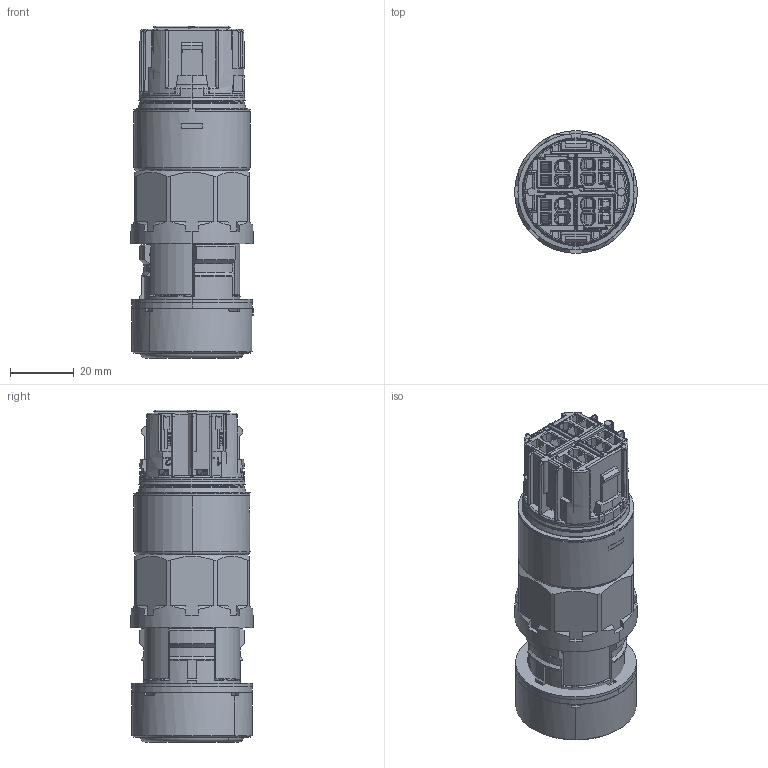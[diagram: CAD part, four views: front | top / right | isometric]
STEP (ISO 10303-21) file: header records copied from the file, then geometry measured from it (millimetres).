
FILE_DESCRIPTION (( 'STEP AP203' ), '1' );
FILE_NAME ('8003-1_1-001-KZK.STEP', '2015-09-03T12:44:15', ( '' ), ( '' ), 'SwSTEP 2.0', 'SolidWorks 2015', '' );
FILE_SCHEMA (( 'CONFIG_CONTROL_DESIGN' ));
Length unit declared in the file: millimetre
Products named in the file (23): 505_711_0; 80_139_01_66_0_ohne Dichtung; 80_139_02_57_0; 80_139_01_94_0_gesteckt; 8003-1_1-001-KZK; 86_020_07_03_0_3d export; 520_582_0; 80_139_02_51_0; 86_029_01_51_0_3d export; 86_029_07_95_0; 80_139_01_54_0_lang; 86_029_14_80_0_Schwarz; 86_029_01_94_0; 80_039_02_51_0; 86_029_11_95_0; Zugfeder_Wago_22091999mon.prt; 80_139_01_66_0_Dichtung_angepasst; 80_139_01_66_0; 86_029_23_55_0_Drucktaster; Klemmenblock; 80_130_01_62_0; 86_029_01_15_0_86 029 22 15 0
Assembly tree (26 placements, depth 4):
  8003-1_1-001-KZK
    80_039_02_51_0
      80_039_02_51_0
    80_139_01_66_0
      80_139_01_66_0_ohne Dichtung
      80_139_01_66_0_Dichtung_angepasst
    80_139_02_51_0
    80_130_01_62_0  x4
      80_139_01_54_0_lang
      Klemmenblock
        80_139_02_57_0
        Zugfeder_Wago_22091999mon.prt  x2
        80_139_01_94_0_gesteckt
    520_582_0
    86_020_07_03_0_3d export
      86_029_01_15_0_86 029 22 15 0
      86_029_14_80_0_Schwarz
      86_029_01_51_0_3d export
      86_029_11_95_0
      86_029_01_94_0
      505_711_0
      86_029_23_55_0_Drucktaster
      86_029_07_95_0
Bounding box: 38.5 x 38.5 x 104.4 mm (x, y, z)
Volume: 51890.4 mm3; surface area: 75044.1 mm2
Topology: 33 solids, 33 shells, 4613 faces, 12643 edges, 8118 vertices
Faces by surface type: plane 2404, cylinder 1153, bspline 515, cone 258, torus 250, sphere 33
Entity records: 107213 total; most frequent: CARTESIAN_POINT 34922, ORIENTED_EDGE 15476, DIRECTION 13584, EDGE_CURVE 7738, VERTEX_POINT 4994, AXIS2_PLACEMENT_3D 4711, VECTOR 4162, LINE 4162
